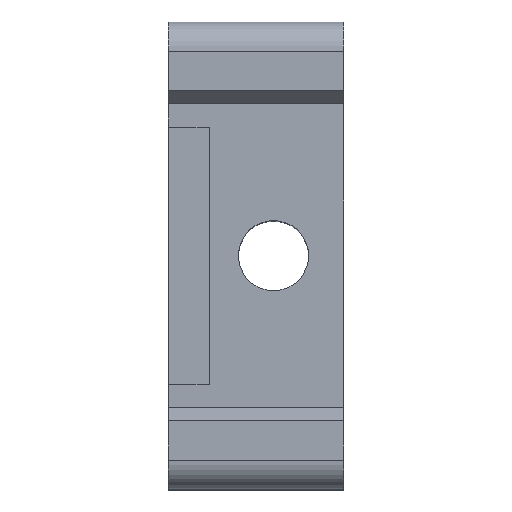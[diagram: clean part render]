
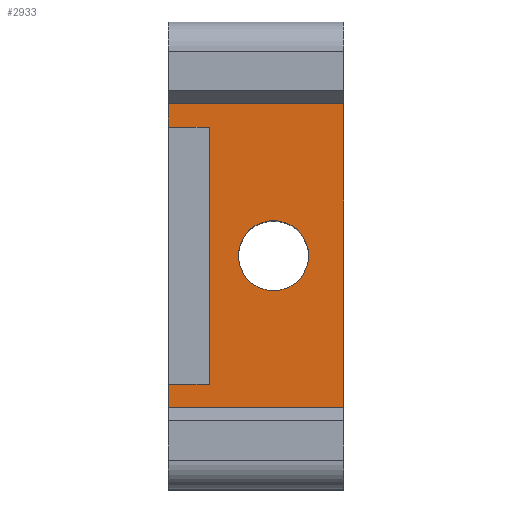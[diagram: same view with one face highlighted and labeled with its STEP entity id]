
A CAD part, top view. The second image highlights one B-rep face of the part: STEP entity #2933.
In plain terms, the highlighted planar face has unit normal (0, 0, 1).
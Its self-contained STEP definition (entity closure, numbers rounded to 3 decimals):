
#2643=CARTESIAN_POINT('Axis2P3D Location',(9.,26.987,-14.535)) ;
#2647=CARTESIAN_POINT('Vertex',(12.,26.987,-14.535)) ;
#2649=CARTESIAN_POINT('Vertex',(6.,26.987,-14.535)) ;
#2678=CARTESIAN_POINT('Axis2P3D Location',(9.,26.987,-14.535)) ;
#2718=CARTESIAN_POINT('Vertex',(15.,39.987,-14.535)) ;
#2721=CARTESIAN_POINT('Line Origine',(15.,26.987,-14.535)) ;
#2725=CARTESIAN_POINT('Vertex',(15.,13.987,-14.535)) ;
#2838=CARTESIAN_POINT('Line Origine',(7.5,39.987,-14.535)) ;
#2842=CARTESIAN_POINT('Vertex',(0.,39.987,-14.535)) ;
#2862=CARTESIAN_POINT('Line Origine',(7.5,13.987,-14.535)) ;
#2866=CARTESIAN_POINT('Vertex',(0.,13.987,-14.535)) ;
#2881=CARTESIAN_POINT('Axis2P3D Location',(15.,13.987,-14.535)) ;
#2886=CARTESIAN_POINT('Line Origine',(0.,14.987,-14.535)) ;
#2890=CARTESIAN_POINT('Vertex',(0.,15.987,-14.535)) ;
#2893=CARTESIAN_POINT('Line Origine',(0.,38.987,-14.535)) ;
#2897=CARTESIAN_POINT('Vertex',(0.,37.987,-14.535)) ;
#2900=CARTESIAN_POINT('Line Origine',(1.75,37.987,-14.535)) ;
#2904=CARTESIAN_POINT('Vertex',(3.5,37.987,-14.535)) ;
#2907=CARTESIAN_POINT('Line Origine',(3.5,26.987,-14.535)) ;
#2911=CARTESIAN_POINT('Vertex',(3.5,15.987,-14.535)) ;
#2914=CARTESIAN_POINT('Line Origine',(1.75,15.987,-14.535)) ;
#2644=DIRECTION('Axis2P3D Direction',(0.,0.,1.)) ;
#2679=DIRECTION('Axis2P3D Direction',(0.,0.,1.)) ;
#2722=DIRECTION('Vector Direction',(0.,1.,0.)) ;
#2839=DIRECTION('Vector Direction',(-1.,0.,0.)) ;
#2863=DIRECTION('Vector Direction',(-1.,0.,0.)) ;
#2882=DIRECTION('Axis2P3D Direction',(0.,-0.,1.)) ;
#2883=DIRECTION('Axis2P3D XDirection',(0.,1.,0.)) ;
#2887=DIRECTION('Vector Direction',(0.,1.,0.)) ;
#2894=DIRECTION('Vector Direction',(0.,1.,0.)) ;
#2901=DIRECTION('Vector Direction',(1.,0.,0.)) ;
#2908=DIRECTION('Vector Direction',(0.,-1.,0.)) ;
#2915=DIRECTION('Vector Direction',(1.,0.,0.)) ;
#2645=AXIS2_PLACEMENT_3D('Circle Axis2P3D',#2643,#2644,$) ;
#2680=AXIS2_PLACEMENT_3D('Circle Axis2P3D',#2678,#2679,$) ;
#2884=AXIS2_PLACEMENT_3D('Plane Axis2P3D',#2881,#2882,#2883) ;
#2920=ORIENTED_EDGE('',*,*,#2892,.F.) ;
#2921=ORIENTED_EDGE('',*,*,#2868,.F.) ;
#2922=ORIENTED_EDGE('',*,*,#2727,.T.) ;
#2923=ORIENTED_EDGE('',*,*,#2844,.T.) ;
#2924=ORIENTED_EDGE('',*,*,#2899,.F.) ;
#2925=ORIENTED_EDGE('',*,*,#2906,.T.) ;
#2926=ORIENTED_EDGE('',*,*,#2913,.T.) ;
#2927=ORIENTED_EDGE('',*,*,#2918,.F.) ;
#2930=ORIENTED_EDGE('',*,*,#2682,.F.) ;
#2931=ORIENTED_EDGE('',*,*,#2651,.F.) ;
#2932=FACE_BOUND('',#2929,.T.) ;
#2723=VECTOR('Line Direction',#2722,1.) ;
#2840=VECTOR('Line Direction',#2839,1.) ;
#2864=VECTOR('Line Direction',#2863,1.) ;
#2888=VECTOR('Line Direction',#2887,1.) ;
#2895=VECTOR('Line Direction',#2894,1.) ;
#2902=VECTOR('Line Direction',#2901,1.) ;
#2909=VECTOR('Line Direction',#2908,1.) ;
#2916=VECTOR('Line Direction',#2915,1.) ;
#2933=ADVANCED_FACE('Corps principal',(#2928,#2932),#2885,.T.) ;
#2646=CIRCLE('generated circle',#2645,3.) ;
#2681=CIRCLE('generated circle',#2680,3.) ;
#2651=EDGE_CURVE('',#2648,#2650,#2646,.T.) ;
#2682=EDGE_CURVE('',#2650,#2648,#2681,.T.) ;
#2727=EDGE_CURVE('',#2726,#2719,#2724,.T.) ;
#2844=EDGE_CURVE('',#2719,#2843,#2841,.T.) ;
#2868=EDGE_CURVE('',#2726,#2867,#2865,.T.) ;
#2892=EDGE_CURVE('',#2867,#2891,#2889,.T.) ;
#2899=EDGE_CURVE('',#2898,#2843,#2896,.T.) ;
#2906=EDGE_CURVE('',#2898,#2905,#2903,.T.) ;
#2913=EDGE_CURVE('',#2905,#2912,#2910,.T.) ;
#2918=EDGE_CURVE('',#2891,#2912,#2917,.T.) ;
#2919=EDGE_LOOP('',(#2920,#2921,#2922,#2923,#2924,#2925,#2926,#2927)) ;
#2929=EDGE_LOOP('',(#2930,#2931)) ;
#2928=FACE_OUTER_BOUND('',#2919,.T.) ;
#2724=LINE('Line',#2721,#2723) ;
#2841=LINE('Line',#2838,#2840) ;
#2865=LINE('Line',#2862,#2864) ;
#2889=LINE('Line',#2886,#2888) ;
#2896=LINE('Line',#2893,#2895) ;
#2903=LINE('Line',#2900,#2902) ;
#2910=LINE('Line',#2907,#2909) ;
#2917=LINE('Line',#2914,#2916) ;
#2885=PLANE('Plane',#2884) ;
#2648=VERTEX_POINT('',#2647) ;
#2650=VERTEX_POINT('',#2649) ;
#2719=VERTEX_POINT('',#2718) ;
#2726=VERTEX_POINT('',#2725) ;
#2843=VERTEX_POINT('',#2842) ;
#2867=VERTEX_POINT('',#2866) ;
#2891=VERTEX_POINT('',#2890) ;
#2898=VERTEX_POINT('',#2897) ;
#2905=VERTEX_POINT('',#2904) ;
#2912=VERTEX_POINT('',#2911) ;
